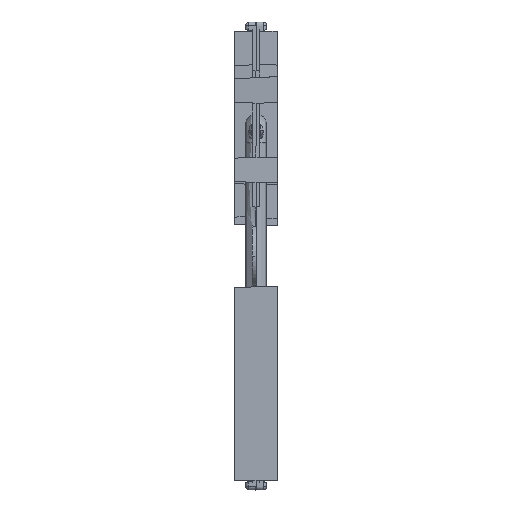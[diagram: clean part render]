
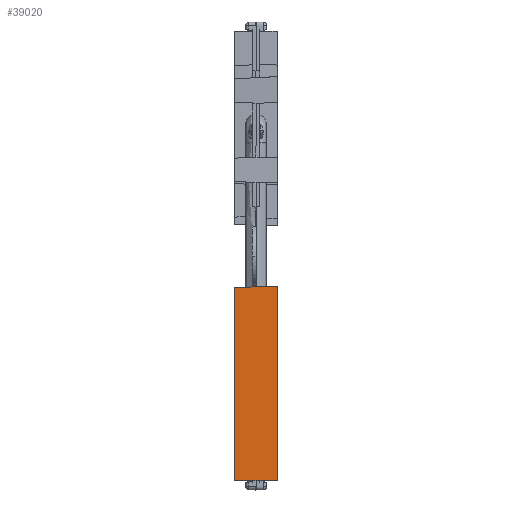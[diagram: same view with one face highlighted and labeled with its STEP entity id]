
A CAD part, front view. The second image highlights one B-rep face of the part: STEP entity #39020.
In plain terms, the highlighted planar face has unit normal (-0.035, -0.999, 0).
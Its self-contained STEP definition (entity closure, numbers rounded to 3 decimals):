
#37950=CARTESIAN_POINT('',(6.,-40.641,-64.155));
#37960=VERTEX_POINT('',#37950);
#38200=CARTESIAN_POINT('',(0.,-40.431,
-64.208));
#38210=VERTEX_POINT('',#38200);
#38240=CARTESIAN_POINT('',(0.,-40.431,-64.208));
#38250=DIRECTION('',(0.999,-0.035,
0.009));
#38260=VECTOR('',#38250,1.);
#38270=LINE('',#38240,#38260);
#38280=EDGE_CURVE('',#38210,#37960,#38270,.T.);
#38380=CARTESIAN_POINT('',(0.,-40.431,-64.208));
#38390=DIRECTION('',(-0.999,0.035,
0.035));
#38400=VECTOR('',#38390,1.);
#38410=LINE('',#38380,#38400);
#38420=CARTESIAN_POINT('',(-6.,-40.222,-63.998));
#38430=VERTEX_POINT('',#38420);
#38440=EDGE_CURVE('',#38210,#38430,#38410,.T.);
#38710=CARTESIAN_POINT('',(0.999,-40.466,
-36.397));
#38720=DIRECTION('',(-0.035,-0.999,0.));
#38730=DIRECTION('',(0.,0.,1.));
#38740=AXIS2_PLACEMENT_3D('',#38710,#38720,#38730);
#38750=PLANE('',#38740);
#38760=CARTESIAN_POINT('',(6.,-40.641,-33.99));
#38770=DIRECTION('',(-0.,-0.,-1.));
#38780=VECTOR('',#38770,1.);
#38790=LINE('',#38760,#38780);
#38800=CARTESIAN_POINT('',(6.,-40.641,-8.998));
#38810=VERTEX_POINT('',#38800);
#38820=EDGE_CURVE('',#38810,#37960,#38790,.T.);
#38830=ORIENTED_EDGE('',*,*,#38820,.F.);
#38840=ORIENTED_EDGE('',*,*,#38280,.T.);
#38850=ORIENTED_EDGE('',*,*,#38440,.F.);
#38860=CARTESIAN_POINT('',(-6.,-40.222,-33.99));
#38870=DIRECTION('',(-0.,-0.,-1.));
#38880=VECTOR('',#38870,1.);
#38890=LINE('',#38860,#38880);
#38900=CARTESIAN_POINT('',(-6.,-40.222,-9.417));
#38910=VERTEX_POINT('',#38900);
#38920=EDGE_CURVE('',#38910,#38430,#38890,.T.);
#38930=ORIENTED_EDGE('',*,*,#38920,.T.);
#38940=CARTESIAN_POINT('',(0.,-40.431,-9.208));
#38950=DIRECTION('',(0.999,-0.035,
0.035));
#38960=VECTOR('',#38950,1.);
#38970=LINE('',#38940,#38960);
#38980=EDGE_CURVE('',#38910,#38810,#38970,.T.);
#38990=ORIENTED_EDGE('',*,*,#38980,.F.);
#39000=EDGE_LOOP('',(#38990,#38930,#38850,#38840,#38830));
#39010=FACE_OUTER_BOUND('',#39000,.T.);
#39020=ADVANCED_FACE('',(#39010),#38750,.T.);
